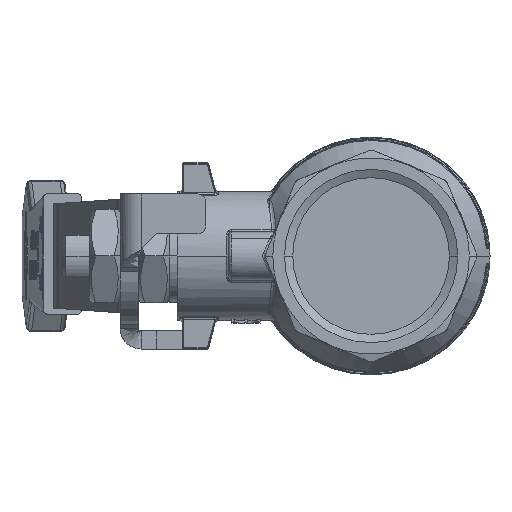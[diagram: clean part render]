
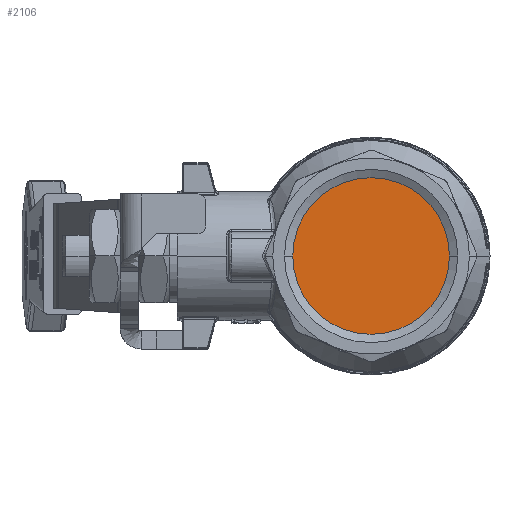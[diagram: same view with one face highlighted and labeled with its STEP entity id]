
A CAD part, left-side view. The second image highlights one B-rep face of the part: STEP entity #2106.
In plain terms, the highlighted planar face has unit normal (-1, 0, 0).
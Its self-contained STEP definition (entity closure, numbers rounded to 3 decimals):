
#2106=ADVANCED_FACE('',(#5666),#5667,.F.);
#5666=FACE_OUTER_BOUND('',#11385,.T.);
#5667=PLANE('',#11386);
#11385=EDGE_LOOP('',(#23799,#23800));
#11386=AXIS2_PLACEMENT_3D('',#23801,#23802,#23803);
#23799=ORIENTED_EDGE('',*,*,#36268,.T.);
#23800=ORIENTED_EDGE('',*,*,#36667,.T.);
#23801=CARTESIAN_POINT('',(-19.5,13.573,0.0));
#23802=DIRECTION('',(1.0,0.,0.));
#23803=DIRECTION('',(0.0,1.0,0.));
#36268=EDGE_CURVE('',#42698,#42700,#42702,.T.);
#36667=EDGE_CURVE('',#42700,#42698,#43289,.T.);
#42698=VERTEX_POINT('',#52254);
#42700=VERTEX_POINT('',#52257);
#42702=CIRCLE('',#52260,15.146);
#43289=CIRCLE('',#53551,15.146);
#52254=CARTESIAN_POINT('',(-19.5,15.146,0.0));
#52257=CARTESIAN_POINT('',(-19.5,-15.146,0.));
#52260=AXIS2_PLACEMENT_3D('',#70401,#70402,#70403);
#53551=AXIS2_PLACEMENT_3D('',#70803,#70804,#70805);
#70401=CARTESIAN_POINT('',(-19.5,0.,0.0));
#70402=DIRECTION('',(-1.0,0.,0.0));
#70403=DIRECTION('',(0.,1.0,0.0));
#70803=CARTESIAN_POINT('',(-19.5,0.,0.0));
#70804=DIRECTION('',(-1.0,0.,0.0));
#70805=DIRECTION('',(0.,1.0,0.0));
